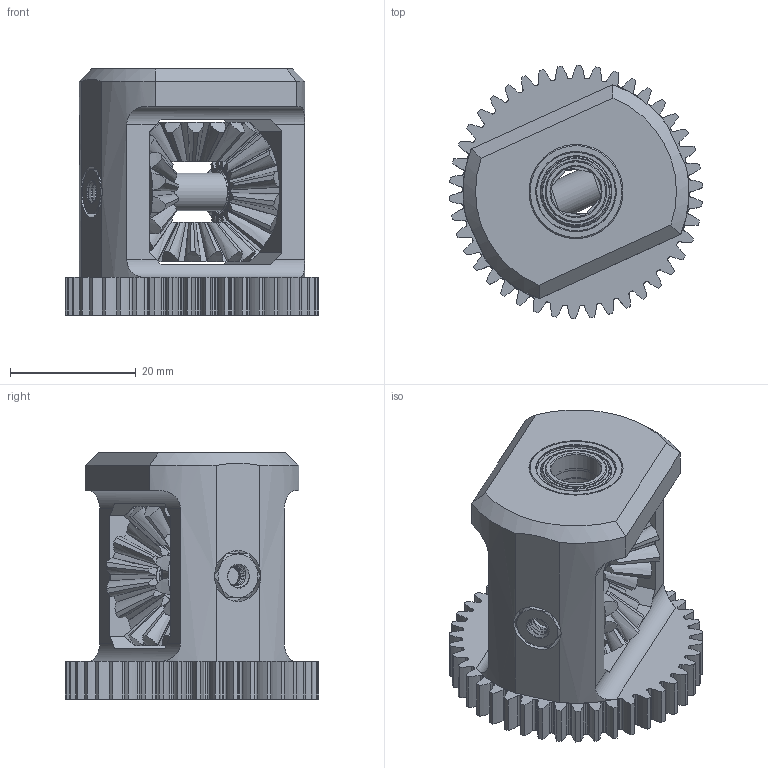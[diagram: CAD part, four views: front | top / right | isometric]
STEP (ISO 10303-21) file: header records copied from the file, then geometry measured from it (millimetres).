
FILE_DESCRIPTION(/* description */ ('STEP AP242','CAx-IF Rec.Pracs.---Representation and Presentation of Product Manufacturing Information (PMI)---4.0---2014-10-13','CAx-IF Rec.Pracs.---3D Tessellated Geometry---0.4---2014-09-14','2;1'),/* implementation_level */ '2;1');
FILE_NAME(/* name */ '6677a63dc5f25f7f0132b2b9',/* time_stamp */ '2024-06-23T04:36:14Z',/* author */ (''),/* organization */ (''),/* preprocessor_version */ 'ST-DEVELOPER v20',/* originating_system */ ' ',/* authorisation */ ' ');
FILE_SCHEMA (('AP242_MANAGED_MODEL_BASED_3D_ENGINEERING_MIM_LF { 1 0 10303 442 1 1 4 }'));
Length unit declared in the file: metre
Products named in the file (18): Bevel Gears; Outer Race; Inner Race; Live Bevel Gear; Round Bore Bevel <2>; Dead Bevel Gear; Small Bearing <1>; Outside Bearing; Inside Bearing; Small Bearing <2>; Part 2; Part 1; 2811 Series Zinc-Plated Steel Hex Nut (M4 x 0.7mm, 7mm Hex) 2811-0004
-0007; Round Bore Bevel <1>; 1611 Series Flanged Ball Bearing (8mm ID x 14mm OD, 5mm Thickness) 16
11-0514-0008 <1>; 2802 Series Zinc-Plated Steel Button Head Screw (M4 x 0.7mm, 30mm Len
gth) 2802-0004-0030
Assembly tree (31 placements, depth 4):
  Bevel Gears
    Outer Race  x3
    Inner Race  x3
    Live Bevel Gear  x2
    Round Bore Bevel <2>
      Dead Bevel Gear
      Small Bearing <1>
        Outside Bearing
        Inside Bearing
      Small Bearing <2>
        Inside Bearing
        Outside Bearing
    Part 2
    Part 1
    2811 Series Zinc-Plated Steel Hex Nut (M4 x 0.7mm, 7mm Hex) 2811-0004
-0007
    Round Bore Bevel <1>
      Dead Bevel Gear
      Small Bearing <1>
        Outside Bearing
        Inside Bearing
      Small Bearing <2>
        Inside Bearing
        Outside Bearing
    1611 Series Flanged Ball Bearing (8mm ID x 14mm OD, 5mm Thickness) 16
11-0514-0008 <1>
      Outer Race
      Inner Race
    2802 Series Zinc-Plated Steel Button Head Screw (M4 x 0.7mm, 30mm Len
gth) 2802-0004-0030
Bounding box: 40.31 x 40.33 x 39.2 mm (x, y, z)
Volume: 22854.4 mm3; surface area: 19299.6 mm2
Topology: 24 solids, 41 shells, 1278 faces, 3305 edges, 2132 vertices
Faces by surface type: plane 360, cylinder 308, bspline 281, cone 240, torus 88, sphere 1
Full cylindrical faces by diameter (mm): 4 x3, 5 x4, 6 x11, 6.031 x8, 7 x8, 7.2 x1, 7.36 x16, 7.6 x1, 8 x10, 8.083 x1, 9.8 x8, 9.85 x8, 10 x2, 12.7 x8, 13.1 x8, 13.6 x4, 14 x6, 15 x8
Entity records: 38185 total; most frequent: CARTESIAN_POINT 20775, ORIENTED_EDGE 3802, DIRECTION 3100, EDGE_CURVE 1901, VERTEX_POINT 1303, AXIS2_PLACEMENT_3D 1237, EDGE_LOOP 862, FACE_BOUND 862
